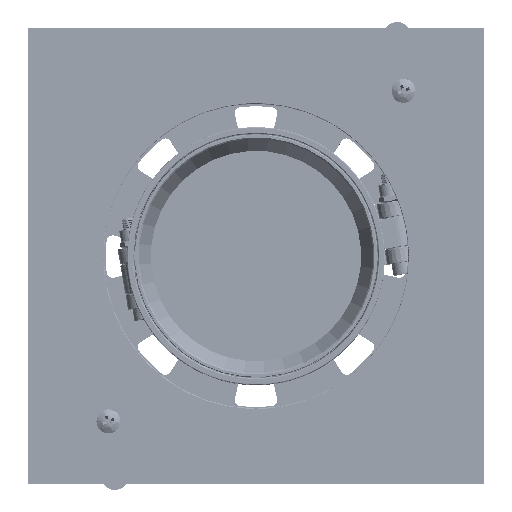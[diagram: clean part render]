
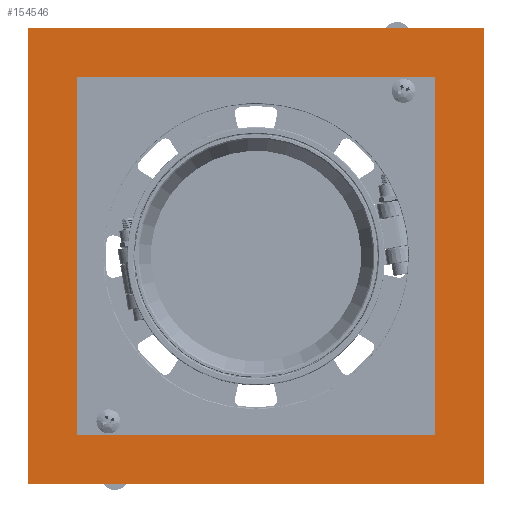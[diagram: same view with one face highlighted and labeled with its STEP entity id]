
A CAD part, top view. The second image highlights one B-rep face of the part: STEP entity #154546.
In plain terms, the highlighted face is planar.
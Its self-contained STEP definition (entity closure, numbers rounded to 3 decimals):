
#1256 = VERTEX_POINT ( 'NONE', #59810 ) ;
#6332 = CARTESIAN_POINT ( 'NONE',  ( 0., 0., 0. ) ) ;
#7947 = EDGE_CURVE ( 'NONE', #133697, #117699, #94700, .T. ) ;
#8943 = VECTOR ( 'NONE', #42800, 1000. ) ;
#13763 = CARTESIAN_POINT ( 'NONE',  ( 59.5, 59.5, 0. ) ) ;
#15403 = CARTESIAN_POINT ( 'NONE',  ( 59.5, 0., 0. ) ) ;
#15603 = EDGE_CURVE ( 'NONE', #1256, #90071, #113190, .T. ) ;
#16447 = VERTEX_POINT ( 'NONE', #148406 ) ;
#16965 = VERTEX_POINT ( 'NONE', #54655 ) ;
#21712 = DIRECTION ( 'NONE',  ( -1., 0., 0. ) ) ;
#23398 = CARTESIAN_POINT ( 'NONE',  ( 75.8, -76., 0. ) ) ;
#31877 = VECTOR ( 'NONE', #57308, 1000. ) ;
#32022 = ORIENTED_EDGE ( 'NONE', *, *, #162022, .T. ) ;
#34061 = EDGE_CURVE ( 'NONE', #117699, #1256, #73114, .T. ) ;
#34387 = AXIS2_PLACEMENT_3D ( 'NONE', #6332, #99198, #96885 ) ;
#35151 = DIRECTION ( 'NONE',  ( 0., -1., 0. ) ) ;
#36935 = FACE_BOUND ( 'NONE', #112998, .T. ) ;
#42277 = ORIENTED_EDGE ( 'NONE', *, *, #7947, .T. ) ;
#42800 = DIRECTION ( 'NONE',  ( -1., 0., 0. ) ) ;
#45049 = DIRECTION ( 'NONE',  ( 0., 1., 0. ) ) ;
#45944 = VECTOR ( 'NONE', #106537, 1000. ) ;
#47823 = CARTESIAN_POINT ( 'NONE',  ( 0., -76., 0. ) ) ;
#50851 = VECTOR ( 'NONE', #90238, 1000. ) ;
#51355 = FACE_OUTER_BOUND ( 'NONE', #107158, .T. ) ;
#54655 = CARTESIAN_POINT ( 'NONE',  ( 59.5, -59.5, 0. ) ) ;
#57308 = DIRECTION ( 'NONE',  ( 1., 0., 0. ) ) ;
#59810 = CARTESIAN_POINT ( 'NONE',  ( -75.8, 76., 0. ) ) ;
#60233 = LINE ( 'NONE', #140316, #151830 ) ;
#60281 = ORIENTED_EDGE ( 'NONE', *, *, #117605, .T. ) ;
#72906 = ORIENTED_EDGE ( 'NONE', *, *, #34061, .T. ) ;
#73114 = LINE ( 'NONE', #122299, #85609 ) ;
#73710 = VERTEX_POINT ( 'NONE', #158062 ) ;
#85609 = VECTOR ( 'NONE', #45049, 1000. ) ;
#86853 = EDGE_CURVE ( 'NONE', #16447, #16965, #106592, .T. ) ;
#89962 = EDGE_CURVE ( 'NONE', #90071, #133697, #110164, .T. ) ;
#90071 = VERTEX_POINT ( 'NONE', #141038 ) ;
#90238 = DIRECTION ( 'NONE',  ( 1., 0., 0. ) ) ;
#94700 = LINE ( 'NONE', #47823, #102998 ) ;
#96885 = DIRECTION ( 'NONE',  ( -1., 0., 0. ) ) ;
#99198 = DIRECTION ( 'NONE',  ( 0., 0., -1. ) ) ;
#102998 = VECTOR ( 'NONE', #21712, 1000. ) ;
#106537 = DIRECTION ( 'NONE',  ( 0., 1., 0. ) ) ;
#106592 = LINE ( 'NONE', #147520, #31877 ) ;
#107117 = ORIENTED_EDGE ( 'NONE', *, *, #86853, .T. ) ;
#107158 = EDGE_LOOP ( 'NONE', ( #42277, #72906, #121067, #117909 ) ) ;
#109529 = CARTESIAN_POINT ( 'NONE',  ( -75.8, -76., 0. ) ) ;
#110164 = LINE ( 'NONE', #167788, #124690 ) ;
#112998 = EDGE_LOOP ( 'NONE', ( #60281, #32022, #107117, #144926 ) ) ;
#113190 = LINE ( 'NONE', #141544, #50851 ) ;
#113582 = DIRECTION ( 'NONE',  ( 0., -1., 0. ) ) ;
#117605 = EDGE_CURVE ( 'NONE', #145978, #73710, #142007, .T. ) ;
#117699 = VERTEX_POINT ( 'NONE', #109529 ) ;
#117909 = ORIENTED_EDGE ( 'NONE', *, *, #89962, .T. ) ;
#121067 = ORIENTED_EDGE ( 'NONE', *, *, #15603, .T. ) ;
#122299 = CARTESIAN_POINT ( 'NONE',  ( -75.8, 0., 0. ) ) ;
#122319 = CARTESIAN_POINT ( 'NONE',  ( 0., 59.5, 0. ) ) ;
#124690 = VECTOR ( 'NONE', #113582, 1000. ) ;
#133697 = VERTEX_POINT ( 'NONE', #23398 ) ;
#140316 = CARTESIAN_POINT ( 'NONE',  ( -59.5, 0., 0. ) ) ;
#141038 = CARTESIAN_POINT ( 'NONE',  ( 75.8, 76., 0. ) ) ;
#141544 = CARTESIAN_POINT ( 'NONE',  ( 0., 76., 0. ) ) ;
#142007 = LINE ( 'NONE', #122319, #8943 ) ;
#144926 = ORIENTED_EDGE ( 'NONE', *, *, #168744, .T. ) ;
#145978 = VERTEX_POINT ( 'NONE', #13763 ) ;
#147520 = CARTESIAN_POINT ( 'NONE',  ( 0., -59.5, 0. ) ) ;
#148406 = CARTESIAN_POINT ( 'NONE',  ( -59.5, -59.5, 0. ) ) ;
#151001 = PLANE ( 'NONE',  #34387 ) ;
#151830 = VECTOR ( 'NONE', #35151, 1000. ) ;
#154546 = ADVANCED_FACE ( 'NONE', ( #36935, #51355 ), #151001, .T. ) ;
#158062 = CARTESIAN_POINT ( 'NONE',  ( -59.5, 59.5, 0. ) ) ;
#162022 = EDGE_CURVE ( 'NONE', #73710, #16447, #60233, .T. ) ;
#166625 = LINE ( 'NONE', #15403, #45944 ) ;
#167788 = CARTESIAN_POINT ( 'NONE',  ( 75.8, 0., 0. ) ) ;
#168744 = EDGE_CURVE ( 'NONE', #16965, #145978, #166625, .T. ) ;
